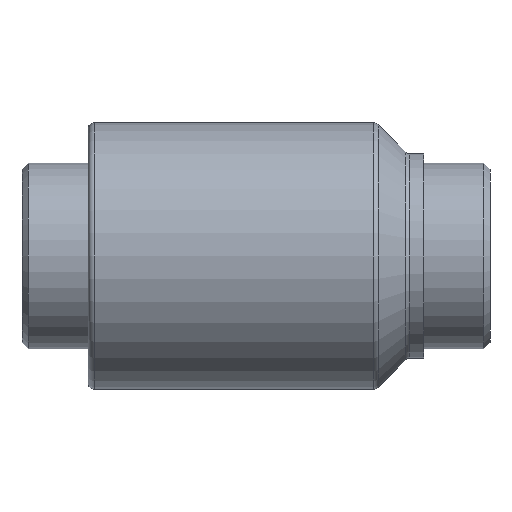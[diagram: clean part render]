
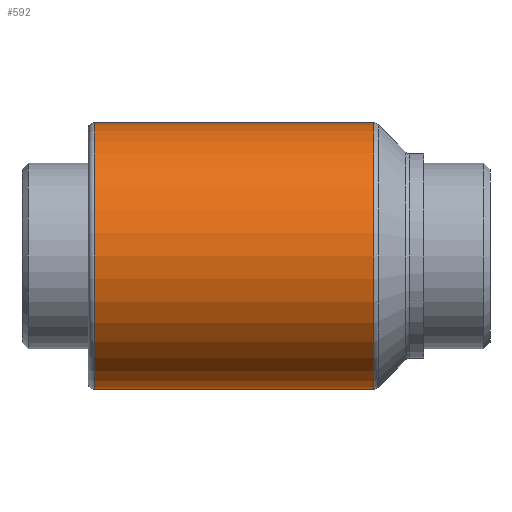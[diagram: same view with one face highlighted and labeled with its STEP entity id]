
A CAD part, front view. The second image highlights one B-rep face of the part: STEP entity #592.
In plain terms, the highlighted cylindrical face has radius 33 mm (diameter 66 mm), a full revolution.
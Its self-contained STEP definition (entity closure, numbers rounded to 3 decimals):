
#93=B_SPLINE_CURVE_WITH_KNOTS('',3,(#963,#964,#965,#966,#967,#968,#969,
#970,#971,#972,#973,#974,#975,#976,#977,#978,#979,#980,#981,#982,#983,#984,
#985,#986,#987,#988,#989,#990,#991,#992,#993,#994,#995,#996,#997,#998,#999,
#1000,#1001,#1002,#1003,#1004,#1005,#1006,#1007,#1008,#1009,#1010,#1011,
#1012,#1013,#1014,#1015,#1016,#1017,#1018,#1019,#1020,#1021,#1022,#1023,
#1024,#1025,#1026,#1027,#1028),.UNSPECIFIED.,.T.,.F.,(4,2,2,2,2,2,2,2,2,
2,2,2,2,2,2,2,2,2,2,2,2,2,2,2,2,2,2,2,2,2,2,2,4),(0.,0.352,
0.704,1.056,1.407,1.758,2.108,
2.458,2.809,3.159,3.509,3.86,
4.21,4.562,4.914,5.266,5.617,
5.969,6.321,6.673,7.025,7.375,
7.726,8.076,8.426,8.777,9.127,
9.477,9.828,10.179,10.531,10.883,
11.235),.UNSPECIFIED.);
#95=CYLINDRICAL_SURFACE('',#645,33.);
#121=FACE_BOUND('',#194,.T.);
#122=FACE_BOUND('',#195,.T.);
#143=FACE_OUTER_BOUND('',#193,.T.);
#193=EDGE_LOOP('',(#437));
#194=EDGE_LOOP('',(#438));
#195=EDGE_LOOP('',(#439));
#257=CIRCLE('',#644,33.);
#258=CIRCLE('',#646,33.);
#303=VERTEX_POINT('',#957);
#304=VERTEX_POINT('',#960);
#305=VERTEX_POINT('',#962);
#356=EDGE_CURVE('',#303,#303,#257,.T.);
#357=EDGE_CURVE('',#304,#304,#258,.T.);
#358=EDGE_CURVE('',#305,#305,#93,.T.);
#437=ORIENTED_EDGE('',*,*,#357,.F.);
#438=ORIENTED_EDGE('',*,*,#358,.T.);
#439=ORIENTED_EDGE('',*,*,#356,.F.);
#592=ADVANCED_FACE('',(#143,#121,#122),#95,.T.);
#644=AXIS2_PLACEMENT_3D('',#958,#746,#747);
#645=AXIS2_PLACEMENT_3D('',#959,#748,#749);
#646=AXIS2_PLACEMENT_3D('',#961,#750,#751);
#746=DIRECTION('center_axis',(1.,0.,0.));
#747=DIRECTION('ref_axis',(0.,-1.,0.));
#748=DIRECTION('center_axis',(1.,0.,0.));
#749=DIRECTION('ref_axis',(0.,1.,0.));
#750=DIRECTION('center_axis',(-1.,0.,0.));
#751=DIRECTION('ref_axis',(0.,-1.,0.));
#957=CARTESIAN_POINT('',(29.173,33.,0.));
#958=CARTESIAN_POINT('Origin',(29.173,0.,0.));
#959=CARTESIAN_POINT('Origin',(-5.9,0.,0.));
#960=CARTESIAN_POINT('',(-40.085,33.,0.));
#961=CARTESIAN_POINT('Origin',(-40.085,0.,0.));
#962=CARTESIAN_POINT('',(0.,27.544,-18.175));
#963=CARTESIAN_POINT('Ctrl Pts',(0.,27.544,
-18.175));
#964=CARTESIAN_POINT('Ctrl Pts',(1.173,27.544,-18.175));
#965=CARTESIAN_POINT('Ctrl Pts',(2.374,27.621,-18.059));
#966=CARTESIAN_POINT('Ctrl Pts',(4.744,27.925,-17.586));
#967=CARTESIAN_POINT('Ctrl Pts',(5.913,28.151,-17.228));
#968=CARTESIAN_POINT('Ctrl Pts',(8.14,28.702,-16.295));
#969=CARTESIAN_POINT('Ctrl Pts',(9.201,29.026,-15.718));
#970=CARTESIAN_POINT('Ctrl Pts',(11.16,29.705,-14.394));
#971=CARTESIAN_POINT('Ctrl Pts',(12.057,30.059,-13.646));
#972=CARTESIAN_POINT('Ctrl Pts',(13.643,30.729,-12.06));
#973=CARTESIAN_POINT('Ctrl Pts',(14.39,31.071,-11.165));
#974=CARTESIAN_POINT('Ctrl Pts',(15.715,31.707,-9.206));
#975=CARTESIAN_POINT('Ctrl Pts',(16.294,32.,-8.142));
#976=CARTESIAN_POINT('Ctrl Pts',(17.229,32.487,-5.91));
#977=CARTESIAN_POINT('Ctrl Pts',(17.588,32.68,-4.739));
#978=CARTESIAN_POINT('Ctrl Pts',(18.06,32.937,-2.368));
#979=CARTESIAN_POINT('Ctrl Pts',(18.175,33.,-1.168));
#980=CARTESIAN_POINT('Ctrl Pts',(18.175,33.,1.168));
#981=CARTESIAN_POINT('Ctrl Pts',(18.06,32.937,2.368));
#982=CARTESIAN_POINT('Ctrl Pts',(17.588,32.68,4.739));
#983=CARTESIAN_POINT('Ctrl Pts',(17.229,32.487,5.91));
#984=CARTESIAN_POINT('Ctrl Pts',(16.294,32.,8.142));
#985=CARTESIAN_POINT('Ctrl Pts',(15.715,31.707,9.206));
#986=CARTESIAN_POINT('Ctrl Pts',(14.39,31.071,11.165));
#987=CARTESIAN_POINT('Ctrl Pts',(13.643,30.729,12.06));
#988=CARTESIAN_POINT('Ctrl Pts',(12.057,30.059,13.646));
#989=CARTESIAN_POINT('Ctrl Pts',(11.16,29.705,14.394));
#990=CARTESIAN_POINT('Ctrl Pts',(9.201,29.026,15.718));
#991=CARTESIAN_POINT('Ctrl Pts',(8.14,28.702,16.295));
#992=CARTESIAN_POINT('Ctrl Pts',(5.913,28.151,17.228));
#993=CARTESIAN_POINT('Ctrl Pts',(4.744,27.925,17.586));
#994=CARTESIAN_POINT('Ctrl Pts',(2.374,27.621,18.059));
#995=CARTESIAN_POINT('Ctrl Pts',(1.173,27.544,18.175));
#996=CARTESIAN_POINT('Ctrl Pts',(-1.173,27.544,18.175));
#997=CARTESIAN_POINT('Ctrl Pts',(-2.374,27.621,18.059));
#998=CARTESIAN_POINT('Ctrl Pts',(-4.744,27.925,17.586));
#999=CARTESIAN_POINT('Ctrl Pts',(-5.913,28.151,17.228));
#1000=CARTESIAN_POINT('Ctrl Pts',(-8.14,28.702,16.295));
#1001=CARTESIAN_POINT('Ctrl Pts',(-9.201,29.026,15.718));
#1002=CARTESIAN_POINT('Ctrl Pts',(-11.16,29.705,14.394));
#1003=CARTESIAN_POINT('Ctrl Pts',(-12.057,30.059,13.646));
#1004=CARTESIAN_POINT('Ctrl Pts',(-13.643,30.729,12.06));
#1005=CARTESIAN_POINT('Ctrl Pts',(-14.39,31.071,11.165));
#1006=CARTESIAN_POINT('Ctrl Pts',(-15.715,31.707,9.206));
#1007=CARTESIAN_POINT('Ctrl Pts',(-16.294,32.,8.142));
#1008=CARTESIAN_POINT('Ctrl Pts',(-17.229,32.487,5.91));
#1009=CARTESIAN_POINT('Ctrl Pts',(-17.588,32.68,4.739));
#1010=CARTESIAN_POINT('Ctrl Pts',(-18.06,32.937,2.368));
#1011=CARTESIAN_POINT('Ctrl Pts',(-18.175,33.,1.168));
#1012=CARTESIAN_POINT('Ctrl Pts',(-18.175,33.,-1.168));
#1013=CARTESIAN_POINT('Ctrl Pts',(-18.06,32.937,-2.368));
#1014=CARTESIAN_POINT('Ctrl Pts',(-17.588,32.68,-4.739));
#1015=CARTESIAN_POINT('Ctrl Pts',(-17.229,32.487,-5.91));
#1016=CARTESIAN_POINT('Ctrl Pts',(-16.294,32.,-8.142));
#1017=CARTESIAN_POINT('Ctrl Pts',(-15.715,31.707,-9.206));
#1018=CARTESIAN_POINT('Ctrl Pts',(-14.39,31.071,-11.165));
#1019=CARTESIAN_POINT('Ctrl Pts',(-13.643,30.729,-12.06));
#1020=CARTESIAN_POINT('Ctrl Pts',(-12.057,30.059,-13.646));
#1021=CARTESIAN_POINT('Ctrl Pts',(-11.16,29.705,-14.394));
#1022=CARTESIAN_POINT('Ctrl Pts',(-9.201,29.026,-15.718));
#1023=CARTESIAN_POINT('Ctrl Pts',(-8.14,28.702,-16.295));
#1024=CARTESIAN_POINT('Ctrl Pts',(-5.913,28.151,-17.228));
#1025=CARTESIAN_POINT('Ctrl Pts',(-4.744,27.925,-17.586));
#1026=CARTESIAN_POINT('Ctrl Pts',(-2.374,27.621,-18.059));
#1027=CARTESIAN_POINT('Ctrl Pts',(-1.173,27.544,-18.175));
#1028=CARTESIAN_POINT('Ctrl Pts',(0.,27.544,
-18.175));
